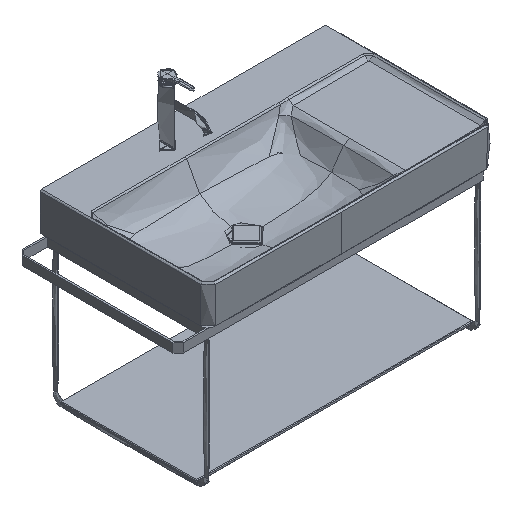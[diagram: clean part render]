
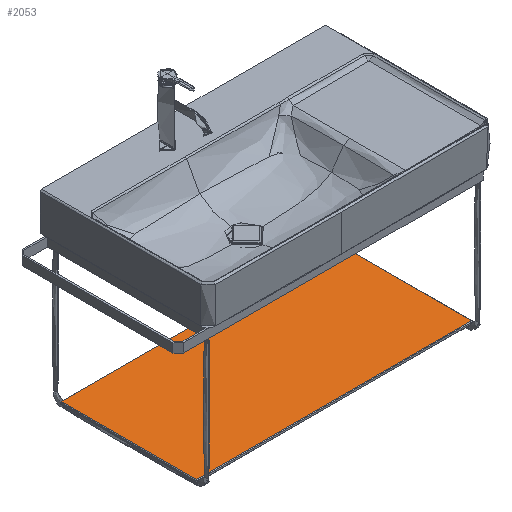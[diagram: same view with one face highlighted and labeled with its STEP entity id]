
A CAD part, isometric view. The second image highlights one B-rep face of the part: STEP entity #2053.
In plain terms, the highlighted free-form (B-spline) face has degree [1, 1] with [2, 2] control points.
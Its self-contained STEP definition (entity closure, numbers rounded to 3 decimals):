
#2053=ADVANCED_FACE('',(#2950),#27991,.T.);
#2950=FACE_OUTER_BOUND('',#3847,.T.);
#3847=EDGE_LOOP('',(#4836,#4837,#4838,#4839));
#4836=ORIENTED_EDGE('',*,*,#19556,.T.);
#4837=ORIENTED_EDGE('',*,*,#19537,.F.);
#4838=ORIENTED_EDGE('',*,*,#19554,.F.);
#4839=ORIENTED_EDGE('',*,*,#19557,.T.);
#8999=PCURVE('',#27983,#13194);
#9027=PCURVE('',#27990,#13222);
#9031=PCURVE('',#27991,#13226);
#9032=PCURVE('',#27991,#13227);
#9033=PCURVE('',#27991,#13228);
#9034=PCURVE('',#27991,#13229);
#9038=PCURVE('',#27992,#13233);
#9042=PCURVE('',#27993,#13237);
#13194=DEFINITIONAL_REPRESENTATION('',(#21692),#130261);
#13222=DEFINITIONAL_REPRESENTATION('',(#21737),#130261);
#13226=DEFINITIONAL_REPRESENTATION('',(#21743),#130261);
#13227=DEFINITIONAL_REPRESENTATION('',(#21744),#130261);
#13228=DEFINITIONAL_REPRESENTATION('',(#21745),#130261);
#13229=DEFINITIONAL_REPRESENTATION('',(#21747),#130261);
#13233=DEFINITIONAL_REPRESENTATION('',(#21752),#130261);
#13237=DEFINITIONAL_REPRESENTATION('',(#21758),#130261);
#17389=SURFACE_CURVE('',#21691,(#8999,#9032),.PCURVE_S1.);
#17406=SURFACE_CURVE('',#21736,(#9027,#9033),.PCURVE_S1.);
#17408=SURFACE_CURVE('',#21742,(#9031,#9038),.PCURVE_S1.);
#17409=SURFACE_CURVE('',#21746,(#9034,#9042),.PCURVE_S1.);
#19537=EDGE_CURVE('',#26696,#26697,#17389,.T.);
#19554=EDGE_CURVE('',#26707,#26696,#17406,.T.);
#19556=EDGE_CURVE('',#26708,#26697,#17408,.T.);
#19557=EDGE_CURVE('',#26707,#26708,#17409,.T.);
#21691=B_SPLINE_CURVE_WITH_KNOTS('',1,(#28470,#28471),.UNSPECIFIED.,.F.,
 .F.,(2,2),(0.,377.),.UNSPECIFIED.);
#21692=B_SPLINE_CURVE_WITH_KNOTS('',1,(#28472,#28473),.UNSPECIFIED.,.F.,
 .F.,(2,2),(0.,377.),.UNSPECIFIED.);
#21736=B_SPLINE_CURVE_WITH_KNOTS('',1,(#28560,#28561),.UNSPECIFIED.,.F.,
 .F.,(2,2),(-767.5,0.),.UNSPECIFIED.);
#21737=B_SPLINE_CURVE_WITH_KNOTS('',1,(#28562,#28563),.UNSPECIFIED.,.F.,
 .F.,(2,2),(-767.5,0.),.UNSPECIFIED.);
#21742=B_SPLINE_CURVE_WITH_KNOTS('',1,(#28572,#28573),.UNSPECIFIED.,.F.,
 .F.,(2,2),(0.,767.5),.UNSPECIFIED.);
#21743=B_SPLINE_CURVE_WITH_KNOTS('',1,(#28574,#28575),.UNSPECIFIED.,.F.,
 .F.,(2,2),(0.,767.5),.UNSPECIFIED.);
#21744=B_SPLINE_CURVE_WITH_KNOTS('',1,(#28576,#28577),.UNSPECIFIED.,.F.,
 .F.,(2,2),(0.,377.),.UNSPECIFIED.);
#21745=B_SPLINE_CURVE_WITH_KNOTS('',1,(#28578,#28579),.UNSPECIFIED.,.F.,
 .F.,(2,2),(-767.5,0.),.UNSPECIFIED.);
#21746=B_SPLINE_CURVE_WITH_KNOTS('',1,(#28580,#28581),.UNSPECIFIED.,.F.,
 .F.,(2,2),(0.,377.),.UNSPECIFIED.);
#21747=B_SPLINE_CURVE_WITH_KNOTS('',1,(#28582,#28583),.UNSPECIFIED.,.F.,
 .F.,(2,2),(0.,377.),.UNSPECIFIED.);
#21752=B_SPLINE_CURVE_WITH_KNOTS('',1,(#28592,#28593),.UNSPECIFIED.,.F.,
 .F.,(2,2),(0.,767.5),.UNSPECIFIED.);
#21758=B_SPLINE_CURVE_WITH_KNOTS('',1,(#28604,#28605),.UNSPECIFIED.,.F.,
 .F.,(2,2),(0.,377.),.UNSPECIFIED.);
#26696=VERTEX_POINT('',#28427);
#26697=VERTEX_POINT('',#28428);
#26707=VERTEX_POINT('',#28438);
#26708=VERTEX_POINT('',#28439);
#27983=B_SPLINE_SURFACE_WITH_KNOTS('',1,1,((#28354,#28355),(#28356,#28357)),
 .UNSPECIFIED.,.F.,.F.,.F.,(2,2),(2,2),(-1.358,1.358),
(-227.16,227.16),.UNSPECIFIED.);
#27990=B_SPLINE_SURFACE_WITH_KNOTS('',1,1,((#28382,#28383),(#28384,#28385)),
 .UNSPECIFIED.,.F.,.F.,.F.,(2,2),(2,2),(-462.36,462.36),(-1.358,
1.358),.UNSPECIFIED.);
#27991=B_SPLINE_SURFACE_WITH_KNOTS('',1,1,((#28386,#28387),(#28388,#28389)),
 .UNSPECIFIED.,.F.,.F.,.F.,(2,2),(2,2),(-460.56,460.56),(-226.26,226.26),
 .UNSPECIFIED.);
#27992=B_SPLINE_SURFACE_WITH_KNOTS('',1,1,((#28390,#28391),(#28392,#28393)),
 .UNSPECIFIED.,.F.,.F.,.F.,(2,2),(2,2),(-461.01,461.01),(-1.358,
1.358),.UNSPECIFIED.);
#27993=B_SPLINE_SURFACE_WITH_KNOTS('',1,1,((#28394,#28395),(#28396,#28397)),
 .UNSPECIFIED.,.F.,.F.,.F.,(2,2),(2,2),(-227.61,227.61),(-1.358,
1.358),.UNSPECIFIED.);
#28354=CARTESIAN_POINT('',(387.309,346.624,-439.807));
#28355=CARTESIAN_POINT('',(387.309,-107.696,-439.807));
#28356=CARTESIAN_POINT('',(385.389,346.624,-437.887));
#28357=CARTESIAN_POINT('',(385.389,-107.696,-437.887));
#28382=CARTESIAN_POINT('',(464.209,308.924,-439.807));
#28383=CARTESIAN_POINT('',(464.209,307.004,-437.887));
#28384=CARTESIAN_POINT('',(-460.511,308.924,-439.807));
#28385=CARTESIAN_POINT('',(-460.511,307.004,-437.887));
#28386=CARTESIAN_POINT('',(462.409,344.974,-438.097));
#28387=CARTESIAN_POINT('',(462.409,-107.546,-438.097));
#28388=CARTESIAN_POINT('',(-458.711,344.974,-438.097));
#28389=CARTESIAN_POINT('',(-458.711,-107.546,-438.097));
#28390=CARTESIAN_POINT('',(-459.536,-71.496,-439.807));
#28391=CARTESIAN_POINT('',(-459.536,-69.576,-437.887));
#28392=CARTESIAN_POINT('',(462.484,-71.496,-439.807));
#28393=CARTESIAN_POINT('',(462.484,-69.576,-437.887));
#28394=CARTESIAN_POINT('',(-383.611,346.699,-439.807));
#28395=CARTESIAN_POINT('',(-381.691,346.699,-437.887));
#28396=CARTESIAN_POINT('',(-383.611,-108.521,-439.807));
#28397=CARTESIAN_POINT('',(-381.691,-108.521,-437.887));
#28427=CARTESIAN_POINT('',(385.599,307.214,-438.097));
#28428=CARTESIAN_POINT('',(385.599,-69.786,-438.097));
#28438=CARTESIAN_POINT('',(-381.901,307.214,-438.097));
#28439=CARTESIAN_POINT('',(-381.901,-69.786,-438.097));
#28470=CARTESIAN_POINT('',(385.599,307.214,-438.097));
#28471=CARTESIAN_POINT('',(385.599,-69.786,-438.097));
#28472=CARTESIAN_POINT('',(1.061,-187.75));
#28473=CARTESIAN_POINT('',(1.061,189.25));
#28560=CARTESIAN_POINT('',(-381.901,307.214,-438.097));
#28561=CARTESIAN_POINT('',(385.599,307.214,-438.097));
#28562=CARTESIAN_POINT('',(383.75,1.061));
#28563=CARTESIAN_POINT('',(-383.75,1.061));
#28572=CARTESIAN_POINT('',(-381.901,-69.786,-438.097));
#28573=CARTESIAN_POINT('',(385.599,-69.786,-438.097));
#28574=CARTESIAN_POINT('',(383.75,188.5));
#28575=CARTESIAN_POINT('',(-383.75,188.5));
#28576=CARTESIAN_POINT('',(-383.75,-188.5));
#28577=CARTESIAN_POINT('',(-383.75,188.5));
#28578=CARTESIAN_POINT('',(383.75,-188.5));
#28579=CARTESIAN_POINT('',(-383.75,-188.5));
#28580=CARTESIAN_POINT('',(-381.901,307.214,-438.097));
#28581=CARTESIAN_POINT('',(-381.901,-69.786,-438.097));
#28582=CARTESIAN_POINT('',(383.75,-188.5));
#28583=CARTESIAN_POINT('',(383.75,188.5));
#28592=CARTESIAN_POINT('',(-383.375,1.061));
#28593=CARTESIAN_POINT('',(384.125,1.061));
#28604=CARTESIAN_POINT('',(-188.125,1.061));
#28605=CARTESIAN_POINT('',(188.875,1.061));
#130261=(
GEOMETRIC_REPRESENTATION_CONTEXT(2)
PARAMETRIC_REPRESENTATION_CONTEXT()
REPRESENTATION_CONTEXT('pspace','')
);
